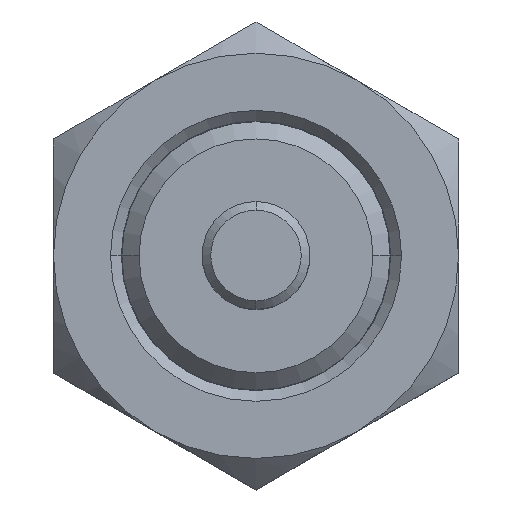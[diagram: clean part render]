
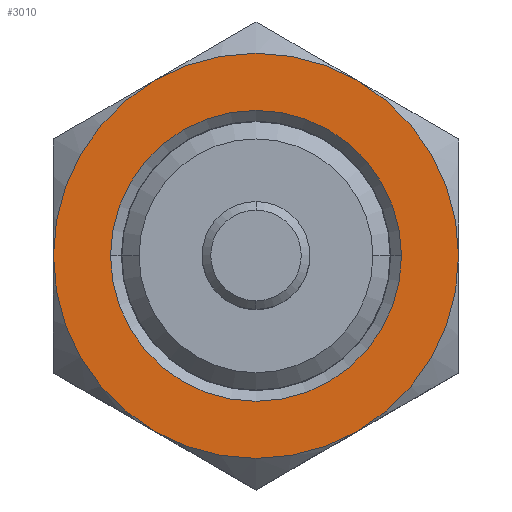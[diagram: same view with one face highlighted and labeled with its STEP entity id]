
A CAD part, top view. The second image highlights one B-rep face of the part: STEP entity #3010.
In plain terms, the highlighted planar face has unit normal (0, 0, 1).
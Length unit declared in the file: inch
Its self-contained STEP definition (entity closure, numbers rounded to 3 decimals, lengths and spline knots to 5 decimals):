
#107 = CARTESIAN_POINT ( 'NONE',  ( 0., 0., 0.19 ) ) ;
#177 = AXIS2_PLACEMENT_3D ( 'NONE', #1752, #299, #1992 ) ;
#183 = ORIENTED_EDGE ( 'NONE', *, *, #811, .F. ) ;
#205 = VERTEX_POINT ( 'NONE', #1406 ) ;
#280 = CARTESIAN_POINT ( 'NONE',  ( 0.235, 0.40703, 0.19 ) ) ;
#299 = DIRECTION ( 'NONE',  ( 0., 0., -1. ) ) ;
#320 = CARTESIAN_POINT ( 'NONE',  ( 0., 0., 0.19 ) ) ;
#349 = DIRECTION ( 'NONE',  ( 1., 0., 0. ) ) ;
#356 = EDGE_CURVE ( 'NONE', #446, #3033, #1663, .T. ) ;
#419 = ORIENTED_EDGE ( 'NONE', *, *, #356, .F. ) ;
#428 = CIRCLE ( 'NONE', #177, 0.47 ) ;
#446 = VERTEX_POINT ( 'NONE', #1089 ) ;
#461 = DIRECTION ( 'NONE',  ( -1., 0., 0. ) ) ;
#505 = VERTEX_POINT ( 'NONE', #2793 ) ;
#507 = VERTEX_POINT ( 'NONE', #1114 ) ;
#537 = CARTESIAN_POINT ( 'NONE',  ( 0., 0., 0.19 ) ) ;
#569 = DIRECTION ( 'NONE',  ( -1., 0., 0. ) ) ;
#621 = AXIS2_PLACEMENT_3D ( 'NONE', #2201, #2448, #1017 ) ;
#623 = DIRECTION ( 'NONE',  ( 0., 0., -1. ) ) ;
#630 = EDGE_CURVE ( 'NONE', #505, #2594, #1762, .T. ) ;
#662 = CARTESIAN_POINT ( 'NONE',  ( -0.235, -0.40703, 0.19 ) ) ;
#705 = ORIENTED_EDGE ( 'NONE', *, *, #2349, .T. ) ;
#736 = EDGE_CURVE ( 'NONE', #1810, #507, #428, .T. ) ;
#760 = CARTESIAN_POINT ( 'NONE',  ( 0., 0., 0.19 ) ) ;
#769 = CIRCLE ( 'NONE', #2924, 0.47 ) ;
#774 = PLANE ( 'NONE',  #621 ) ;
#800 = DIRECTION ( 'NONE',  ( -1., 0., 0. ) ) ;
#811 = EDGE_CURVE ( 'NONE', #2688, #205, #1364, .T. ) ;
#886 = DIRECTION ( 'NONE',  ( 0., 0., -1. ) ) ;
#955 = ORIENTED_EDGE ( 'NONE', *, *, #2183, .T. ) ;
#957 = AXIS2_PLACEMENT_3D ( 'NONE', #537, #2232, #800 ) ;
#986 = FACE_OUTER_BOUND ( 'NONE', #3071, .T. ) ;
#1007 = DIRECTION ( 'NONE',  ( -1., 0., 0. ) ) ;
#1017 = DIRECTION ( 'NONE',  ( -1., 0., 0. ) ) ;
#1089 = CARTESIAN_POINT ( 'NONE',  ( -0.235, 0.40703, 0.19 ) ) ;
#1114 = CARTESIAN_POINT ( 'NONE',  ( 0.235, -0.40703, 0.19 ) ) ;
#1145 = EDGE_LOOP ( 'NONE', ( #705, #2668 ) ) ;
#1157 = DIRECTION ( 'NONE',  ( 0., 0., -1. ) ) ;
#1328 = AXIS2_PLACEMENT_3D ( 'NONE', #320, #2024, #569 ) ;
#1364 = CIRCLE ( 'NONE', #1328, 0.47 ) ;
#1400 = AXIS2_PLACEMENT_3D ( 'NONE', #2589, #1157, #2832 ) ;
#1406 = CARTESIAN_POINT ( 'NONE',  ( -0.47, 0., 0.19 ) ) ;
#1434 = AXIS2_PLACEMENT_3D ( 'NONE', #760, #2434, #1007 ) ;
#1515 = ORIENTED_EDGE ( 'NONE', *, *, #2252, .F. ) ;
#1521 = CARTESIAN_POINT ( 'NONE',  ( 0.47, 0., 0.19 ) ) ;
#1663 = CIRCLE ( 'NONE', #957, 0.47 ) ;
#1752 = CARTESIAN_POINT ( 'NONE',  ( 0., 0., 0.19 ) ) ;
#1762 = CIRCLE ( 'NONE', #1400, 0.3375 ) ;
#1783 = CIRCLE ( 'NONE', #2130, 0.47 ) ;
#1799 = DIRECTION ( 'NONE',  ( 0., 0., 1. ) ) ;
#1810 = VERTEX_POINT ( 'NONE', #1521 ) ;
#1861 = AXIS2_PLACEMENT_3D ( 'NONE', #2316, #886, #2560 ) ;
#1958 = EDGE_CURVE ( 'NONE', #205, #446, #2012, .T. ) ;
#1992 = DIRECTION ( 'NONE',  ( -1., 0., 0. ) ) ;
#2012 = CIRCLE ( 'NONE', #1861, 0.47 ) ;
#2024 = DIRECTION ( 'NONE',  ( 0., 0., -1. ) ) ;
#2074 = CARTESIAN_POINT ( 'NONE',  ( 0., 0., 0.19 ) ) ;
#2130 = AXIS2_PLACEMENT_3D ( 'NONE', #107, #1799, #349 ) ;
#2183 = EDGE_CURVE ( 'NONE', #1810, #3033, #1783, .T. ) ;
#2201 = CARTESIAN_POINT ( 'NONE',  ( 0., 0.54271, 0.19 ) ) ;
#2232 = DIRECTION ( 'NONE',  ( 0., 0., -1. ) ) ;
#2252 = EDGE_CURVE ( 'NONE', #507, #2688, #769, .T. ) ;
#2316 = CARTESIAN_POINT ( 'NONE',  ( 0., 0., 0.19 ) ) ;
#2321 = CARTESIAN_POINT ( 'NONE',  ( 0.3375, 0., 0.19 ) ) ;
#2349 = EDGE_CURVE ( 'NONE', #2594, #505, #3103, .T. ) ;
#2434 = DIRECTION ( 'NONE',  ( 0., 0., -1. ) ) ;
#2448 = DIRECTION ( 'NONE',  ( 0., 0., -1. ) ) ;
#2560 = DIRECTION ( 'NONE',  ( -1., 0., 0. ) ) ;
#2589 = CARTESIAN_POINT ( 'NONE',  ( 0., 0., 0.19 ) ) ;
#2594 = VERTEX_POINT ( 'NONE', #2321 ) ;
#2668 = ORIENTED_EDGE ( 'NONE', *, *, #630, .T. ) ;
#2688 = VERTEX_POINT ( 'NONE', #662 ) ;
#2793 = CARTESIAN_POINT ( 'NONE',  ( -0.3375, 0., 0.19 ) ) ;
#2832 = DIRECTION ( 'NONE',  ( -1., 0., 0. ) ) ;
#2848 = FACE_BOUND ( 'NONE', #1145, .T. ) ;
#2878 = ORIENTED_EDGE ( 'NONE', *, *, #736, .F. ) ;
#2890 = ORIENTED_EDGE ( 'NONE', *, *, #1958, .F. ) ;
#2924 = AXIS2_PLACEMENT_3D ( 'NONE', #2074, #623, #461 ) ;
#3010 = ADVANCED_FACE ( 'NONE', ( #2848, #986 ), #774, .F. ) ;
#3033 = VERTEX_POINT ( 'NONE', #280 ) ;
#3071 = EDGE_LOOP ( 'NONE', ( #2890, #183, #1515, #2878, #955, #419 ) ) ;
#3103 = CIRCLE ( 'NONE', #1434, 0.3375 ) ;
